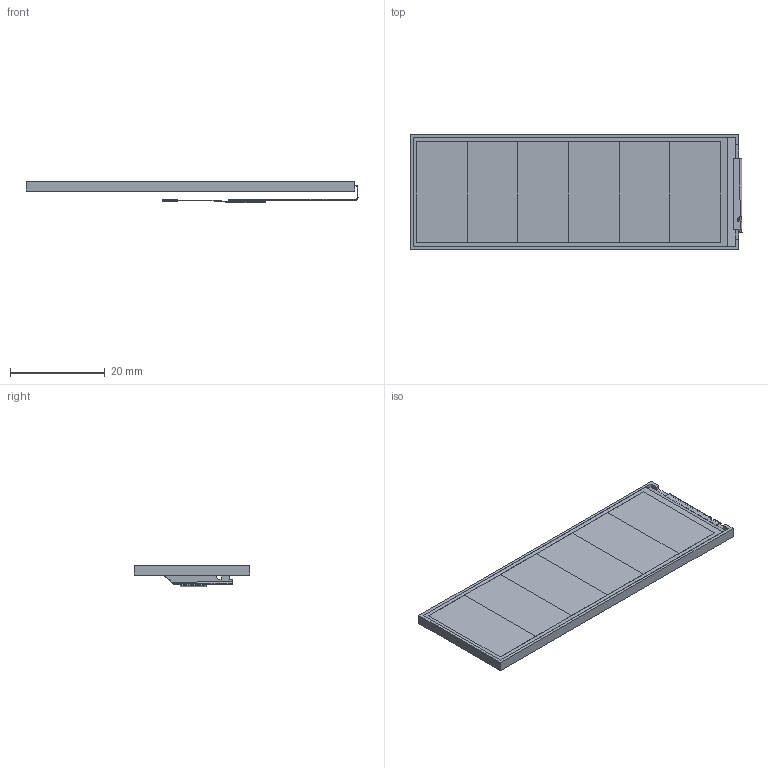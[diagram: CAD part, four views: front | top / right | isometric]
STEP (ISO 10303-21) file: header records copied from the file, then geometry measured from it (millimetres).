
FILE_DESCRIPTION(/* description */ (''),/* implementation_level */ '2;1');
FILE_NAME(/* name */ 'ER-TFT2.79-1_bent.step',/* time_stamp */ '2025-08-31T01:44:52+02:00',/* author */ (''),/* organization */ (''),/* preprocessor_version */ 'ST-DEVELOPER v20.1',/* originating_system */ 'Autodesk Translation Framework v14.10.0.0',/* authorisation */ '');
FILE_SCHEMA (('AUTOMOTIVE_DESIGN { 1 0 10303 214 3 1 1 }'));
Length unit declared in the file: millimetre
Products named in the file (1): ER-TFT2.79-1
Bounding box: 70.1 x 24.38 x 4.55 mm (x, y, z)
Volume: 3586.5 mm3; surface area: 8601.2 mm2
Topology: 10 solids, 10 shells, 233 faces, 583 edges, 372 vertices
Faces by surface type: plane 195, cylinder 20, bspline 18
Entity records: 7611 total; most frequent: CARTESIAN_POINT 2038, ORIENTED_EDGE 1166, DIRECTION 994, EDGE_CURVE 583, LINE 502, VECTOR 502, VERTEX_POINT 372, AXIS2_PLACEMENT_3D 246
